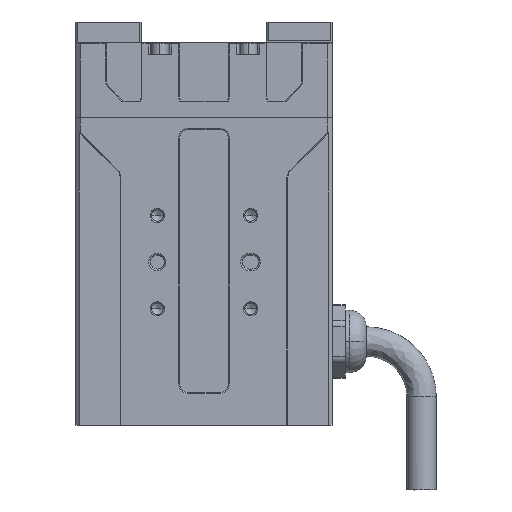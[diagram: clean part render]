
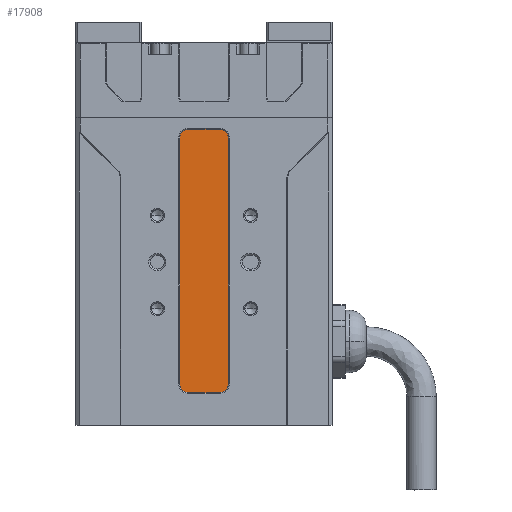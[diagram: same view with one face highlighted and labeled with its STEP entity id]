
A CAD part, top view. The second image highlights one B-rep face of the part: STEP entity #17908.
In plain terms, the highlighted planar face has unit normal (0, 0, 1).
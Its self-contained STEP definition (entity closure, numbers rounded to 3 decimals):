
#323 = CIRCLE ( 'NONE', #8259, 2. ) ;
#738 = CARTESIAN_POINT ( 'NONE',  ( -61.75, -2.5, 12.8 ) ) ;
#900 = DIRECTION ( 'NONE',  ( 0., -1., 0. ) ) ;
#2555 = PLANE ( 'NONE',  #14954 ) ;
#2781 = ORIENTED_EDGE ( 'NONE', *, *, #19306, .T. ) ;
#2910 = AXIS2_PLACEMENT_3D ( 'NONE', #5581, #10896, #16573 ) ;
#2987 = CARTESIAN_POINT ( 'NONE',  ( -59.75, -4.5, 12.8 ) ) ;
#3214 = VECTOR ( 'NONE', #12859, 1000. ) ;
#3314 = LINE ( 'NONE', #15945, #20355 ) ;
#3433 = DIRECTION ( 'NONE',  ( 0., 1., 0. ) ) ;
#3868 = CARTESIAN_POINT ( 'NONE',  ( -68.25, -2.5, 12.8 ) ) ;
#4325 = FACE_OUTER_BOUND ( 'NONE', #15035, .T. ) ;
#5416 = VERTEX_POINT ( 'NONE', #738 ) ;
#5508 = LINE ( 'NONE', #18158, #6458 ) ;
#5581 = CARTESIAN_POINT ( 'NONE',  ( -61.75, -4.5, 12.8 ) ) ;
#5784 = EDGE_CURVE ( 'NONE', #10058, #20781, #323, .T. ) ;
#6035 = DIRECTION ( 'NONE',  ( 1., 0., 0. ) ) ;
#6305 = EDGE_CURVE ( 'NONE', #19607, #10642, #14301, .T. ) ;
#6458 = VECTOR ( 'NONE', #11174, 1000. ) ;
#6860 = VERTEX_POINT ( 'NONE', #6916 ) ;
#6916 = CARTESIAN_POINT ( 'NONE',  ( -70.25, -57., 12.8 ) ) ;
#7078 = EDGE_CURVE ( 'NONE', #10642, #6860, #5508, .T. ) ;
#7247 = VERTEX_POINT ( 'NONE', #10453 ) ;
#7422 = CARTESIAN_POINT ( 'NONE',  ( -59.75, -59., 12.8 ) ) ;
#7643 = CARTESIAN_POINT ( 'NONE',  ( -59.75, -57., 12.8 ) ) ;
#8259 = AXIS2_PLACEMENT_3D ( 'NONE', #13108, #10137, #11217 ) ;
#8934 = AXIS2_PLACEMENT_3D ( 'NONE', #20377, #11152, #11385 ) ;
#9112 = EDGE_CURVE ( 'NONE', #13707, #5416, #13084, .T. ) ;
#10058 = VERTEX_POINT ( 'NONE', #14088 ) ;
#10137 = DIRECTION ( 'NONE',  ( 0., 0., 1. ) ) ;
#10160 = LINE ( 'NONE', #13469, #16605 ) ;
#10453 = CARTESIAN_POINT ( 'NONE',  ( -68.25, -59., 12.8 ) ) ;
#10642 = VERTEX_POINT ( 'NONE', #14762 ) ;
#10896 = DIRECTION ( 'NONE',  ( 0., 0., 1. ) ) ;
#11037 = EDGE_CURVE ( 'NONE', #6860, #7247, #23286, .T. ) ;
#11152 = DIRECTION ( 'NONE',  ( 0., 0., 1. ) ) ;
#11174 = DIRECTION ( 'NONE',  ( 0., -1., 0. ) ) ;
#11217 = DIRECTION ( 'NONE',  ( 0., -1., 0. ) ) ;
#11385 = DIRECTION ( 'NONE',  ( 1., 0., 0. ) ) ;
#11410 = CARTESIAN_POINT ( 'NONE',  ( -65., -66., 12.8 ) ) ;
#12483 = ORIENTED_EDGE ( 'NONE', *, *, #14386, .T. ) ;
#12859 = DIRECTION ( 'NONE',  ( 1., 0., 0. ) ) ;
#12924 = EDGE_CURVE ( 'NONE', #20781, #13707, #3314, .T. ) ;
#13084 = CIRCLE ( 'NONE', #2910, 2. ) ;
#13108 = CARTESIAN_POINT ( 'NONE',  ( -61.75, -57., 12.8 ) ) ;
#13204 = LINE ( 'NONE', #7422, #3214 ) ;
#13469 = CARTESIAN_POINT ( 'NONE',  ( -59.75, -2.5, 12.8 ) ) ;
#13707 = VERTEX_POINT ( 'NONE', #2987 ) ;
#13923 = AXIS2_PLACEMENT_3D ( 'NONE', #19667, #15017, #6035 ) ;
#14054 = ORIENTED_EDGE ( 'NONE', *, *, #12924, .T. ) ;
#14088 = CARTESIAN_POINT ( 'NONE',  ( -61.75, -59., 12.8 ) ) ;
#14301 = CIRCLE ( 'NONE', #13923, 2. ) ;
#14386 = EDGE_CURVE ( 'NONE', #7247, #10058, #13204, .T. ) ;
#14762 = CARTESIAN_POINT ( 'NONE',  ( -70.25, -4.5, 12.8 ) ) ;
#14954 = AXIS2_PLACEMENT_3D ( 'NONE', #11410, #18622, #900 ) ;
#15017 = DIRECTION ( 'NONE',  ( 0., 0., 1. ) ) ;
#15035 = EDGE_LOOP ( 'NONE', ( #14054, #23227, #2781, #21839, #15651, #18269, #12483, #19640 ) ) ;
#15585 = DIRECTION ( 'NONE',  ( -1., 0., 0. ) ) ;
#15651 = ORIENTED_EDGE ( 'NONE', *, *, #7078, .T. ) ;
#15945 = CARTESIAN_POINT ( 'NONE',  ( -59.75, -2.5, 12.8 ) ) ;
#16573 = DIRECTION ( 'NONE',  ( 1., 0., 0. ) ) ;
#16605 = VECTOR ( 'NONE', #15585, 1000. ) ;
#17908 = ADVANCED_FACE ( 'NONE', ( #4325 ), #2555, .F. ) ;
#18158 = CARTESIAN_POINT ( 'NONE',  ( -70.25, -2.5, 12.8 ) ) ;
#18269 = ORIENTED_EDGE ( 'NONE', *, *, #11037, .T. ) ;
#18622 = DIRECTION ( 'NONE',  ( 0., 0., -1. ) ) ;
#19306 = EDGE_CURVE ( 'NONE', #5416, #19607, #10160, .T. ) ;
#19607 = VERTEX_POINT ( 'NONE', #3868 ) ;
#19640 = ORIENTED_EDGE ( 'NONE', *, *, #5784, .T. ) ;
#19667 = CARTESIAN_POINT ( 'NONE',  ( -68.25, -4.5, 12.8 ) ) ;
#20355 = VECTOR ( 'NONE', #3433, 1000. ) ;
#20377 = CARTESIAN_POINT ( 'NONE',  ( -68.25, -57., 12.8 ) ) ;
#20781 = VERTEX_POINT ( 'NONE', #7643 ) ;
#21839 = ORIENTED_EDGE ( 'NONE', *, *, #6305, .T. ) ;
#23227 = ORIENTED_EDGE ( 'NONE', *, *, #9112, .T. ) ;
#23286 = CIRCLE ( 'NONE', #8934, 2. ) ;
